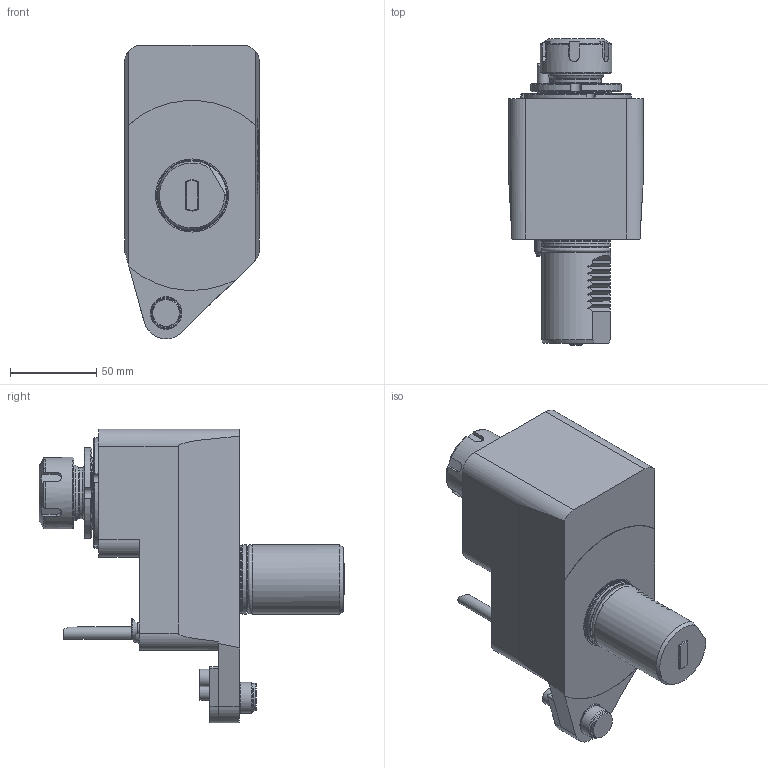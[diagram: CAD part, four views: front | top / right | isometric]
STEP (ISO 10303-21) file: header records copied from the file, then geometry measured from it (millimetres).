
FILE_DESCRIPTION (( 'STEP AP214' ), '1' );
FILE_NAME ('RAPPD40131DMZ1.STEP', '2022-07-06T06:29:49', ( '' ), ( '' ), 'SwSTEP 2.0', 'SolidWorks 2016', '' );
FILE_SCHEMA (( 'AUTOMOTIVE_DESIGN' ));
Length unit declared in the file: millimetre
Products named in the file (1): RAPPD40131DMZ1
Bounding box: 78 x 177.03 x 169.98 mm (x, y, z)
Volume: 856647 mm3; surface area: 77097 mm2
Topology: 7 solids, 7 shells, 594 faces, 1514 edges, 990 vertices
Faces by surface type: plane 377, cylinder 95, bspline 59, cone 37, torus 25, sphere 1
Full cylindrical faces by diameter (mm): 1.7 x1, 2.1 x1, 4 x1, 6 x2, 6.366 x1, 7 x1, 10 x2, 11 x1, 11.57 x1, 15.5 x1, 16 x1, 16.5 x1, 18 x2, 21.5 x1, 29.6 x1, 32 x1, 36 x1, 39.6 x1, 40 x3, 41.5 x1, 42 x1, 64 x1
Entity records: 24213 total; most frequent: CARTESIAN_POINT 7479, ORIENTED_EDGE 2850, DIRECTION 2518, EDGE_CURVE 1425, VERTEX_POINT 968, LINE 922, VECTOR 922, AXIS2_PLACEMENT_3D 798
